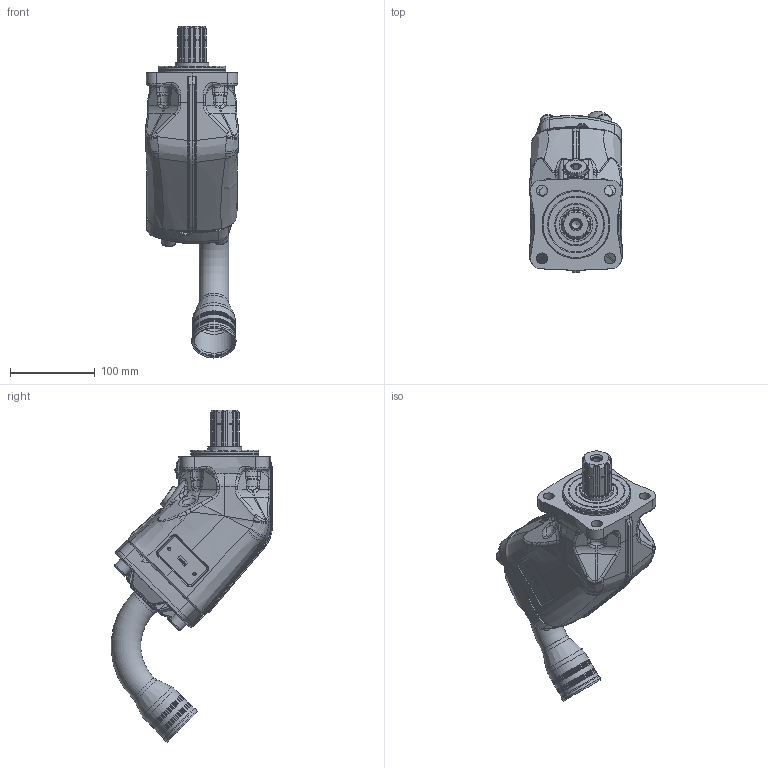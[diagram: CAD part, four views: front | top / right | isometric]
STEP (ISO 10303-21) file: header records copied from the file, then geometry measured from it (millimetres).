
FILE_DESCRIPTION(/* description */ (''),/* implementation_level */ '2;1');
FILE_NAME(/* name */ 'sqzdkdzi.stp',/* time_stamp */ '2019-01-07T10:53:35+00:00',/* author */ ('InventorETOServices'),/* organization */ (''),/* preprocessor_version */ 'ST-DEVELOPER v17.2',/* originating_system */ 'Autodesk Inventor 2019',/* authorisation */ '');
FILE_SCHEMA (('AUTOMOTIVE_DESIGN { 1 0 10303 214 3 1 1 }'));
Products named in the file (4): Intent; F1.A991D4D619AC27F630B12DD1FA7764D2; 3786948.B94381E867C0C3253C43754BE490F234; 3780979.2D8DDF83034850CD4F619D34A786C825
Assembly tree (3 placements, depth 3):
  Intent
    F1.A991D4D619AC27F630B12DD1FA7764D2
      3786948.B94381E867C0C3253C43754BE490F234
      3780979.2D8DDF83034850CD4F619D34A786C825
Bounding box: 110.04 x 190.22 x 391.34 mm (x, y, z)
Volume: 2190364.6 mm3; surface area: 198964.6 mm2
Topology: 2 solids, 2 shells, 1668 faces, 4413 edges, 2837 vertices
Faces by surface type: plane 593, bspline 456, cylinder 326, torus 137, cone 129, sphere 27
Full cylindrical faces by diameter (mm): 3 x2, 6.7 x2, 9 x2, 10 x1, 10.5 x1, 12 x12, 12.1 x1, 13 x4, 18 x5, 24 x1, 24.3 x1, 26.9 x1, 31 x2, 35 x3, 40 x1, 43.9 x1, 44 x1, 46.5 x1, 50 x1, 50.1 x30, 50.5 x31, 65 x1, 76.81 x1, 80 x2
Entity records: 83340 total; most frequent: CARTESIAN_POINT 43069, ORIENTED_EDGE 8812, DIRECTION 7188, EDGE_CURVE 4406, VERTEX_POINT 2837, AXIS2_PLACEMENT_3D 2833, EDGE_LOOP 1795, FACE_OUTER_BOUND 1668
